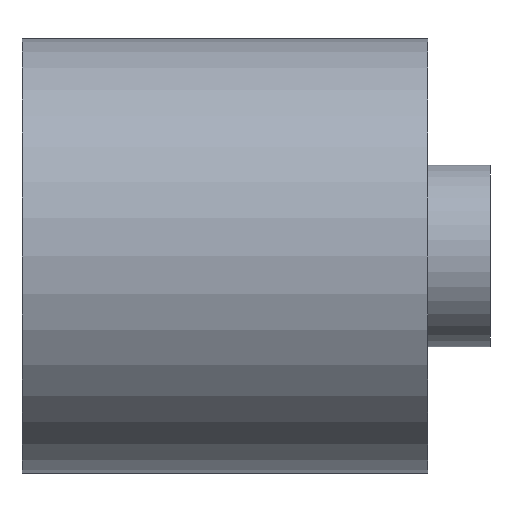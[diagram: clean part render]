
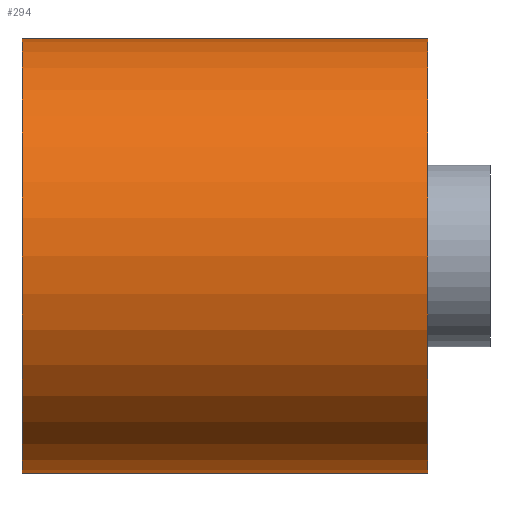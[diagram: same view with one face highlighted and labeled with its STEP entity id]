
A CAD part, left-side view. The second image highlights one B-rep face of the part: STEP entity #294.
In plain terms, the highlighted cylindrical face has radius 8 mm (diameter 16 mm), a partial arc.
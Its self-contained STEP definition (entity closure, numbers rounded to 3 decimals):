
#31 = FACE_OUTER_BOUND ( 'NONE', #72, .T. ) ;
#36 = LINE ( 'NONE', #172, #40 ) ;
#40 = VECTOR ( 'NONE', #154, 1000. ) ;
#50 = CIRCLE ( 'NONE', #277, 8. ) ;
#51 = CIRCLE ( 'NONE', #276, 8. ) ;
#52 = ORIENTED_EDGE ( 'NONE', *, *, #253, .T. ) ;
#67 = VERTEX_POINT ( 'NONE', #221 ) ;
#72 = EDGE_LOOP ( 'NONE', ( #106, #52, #110, #77 ) ) ;
#77 = ORIENTED_EDGE ( 'NONE', *, *, #251, .F. ) ;
#86 = VECTOR ( 'NONE', #199, 1000. ) ;
#89 = CYLINDRICAL_SURFACE ( 'NONE', #289, 8. ) ;
#90 = VERTEX_POINT ( 'NONE', #138 ) ;
#96 = LINE ( 'NONE', #133, #86 ) ;
#103 = VERTEX_POINT ( 'NONE', #225 ) ;
#106 = ORIENTED_EDGE ( 'NONE', *, *, #252, .F. ) ;
#110 = ORIENTED_EDGE ( 'NONE', *, *, #259, .T. ) ;
#116 = VERTEX_POINT ( 'NONE', #223 ) ;
#126 = CARTESIAN_POINT ( 'NONE',  ( 0., 17.25, 0. ) ) ;
#133 = CARTESIAN_POINT ( 'NONE',  ( 0., -0.465, 8. ) ) ;
#136 = CARTESIAN_POINT ( 'NONE',  ( 0., 2.3, 0. ) ) ;
#138 = CARTESIAN_POINT ( 'NONE',  ( 0., 17.25, 8. ) ) ;
#148 = DIRECTION ( 'NONE',  ( 0., 0., -1. ) ) ;
#150 = DIRECTION ( 'NONE',  ( 0., 0., -1. ) ) ;
#154 = DIRECTION ( 'NONE',  ( 0., -1., 0. ) ) ;
#171 = DIRECTION ( 'NONE',  ( 0., -1., 0. ) ) ;
#172 = CARTESIAN_POINT ( 'NONE',  ( 0., -0.465, -8. ) ) ;
#199 = DIRECTION ( 'NONE',  ( 0., -1., 0. ) ) ;
#204 = DIRECTION ( 'NONE',  ( 0., 0., -1. ) ) ;
#217 = DIRECTION ( 'NONE',  ( 0., -1., 0. ) ) ;
#221 = CARTESIAN_POINT ( 'NONE',  ( 0., 17.25, -8. ) ) ;
#222 = DIRECTION ( 'NONE',  ( 0., -1., 0. ) ) ;
#223 = CARTESIAN_POINT ( 'NONE',  ( 0., 2.3, -8. ) ) ;
#225 = CARTESIAN_POINT ( 'NONE',  ( 0., 2.3, 8. ) ) ;
#232 = CARTESIAN_POINT ( 'NONE',  ( 0., -0.465, 0. ) ) ;
#251 = EDGE_CURVE ( 'NONE', #103, #116, #51, .T. ) ;
#252 = EDGE_CURVE ( 'NONE', #90, #103, #96, .T. ) ;
#253 = EDGE_CURVE ( 'NONE', #90, #67, #50, .T. ) ;
#259 = EDGE_CURVE ( 'NONE', #67, #116, #36, .T. ) ;
#276 = AXIS2_PLACEMENT_3D ( 'NONE', #136, #171, #204 ) ;
#277 = AXIS2_PLACEMENT_3D ( 'NONE', #126, #217, #148 ) ;
#289 = AXIS2_PLACEMENT_3D ( 'NONE', #232, #222, #150 ) ;
#294 = ADVANCED_FACE ( 'NONE', ( #31 ), #89, .T. ) ;
